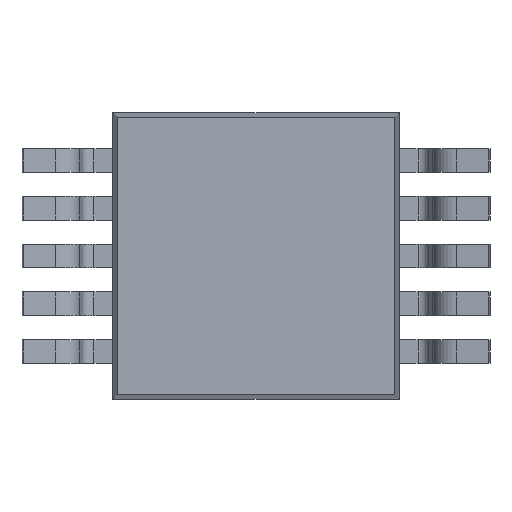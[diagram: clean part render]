
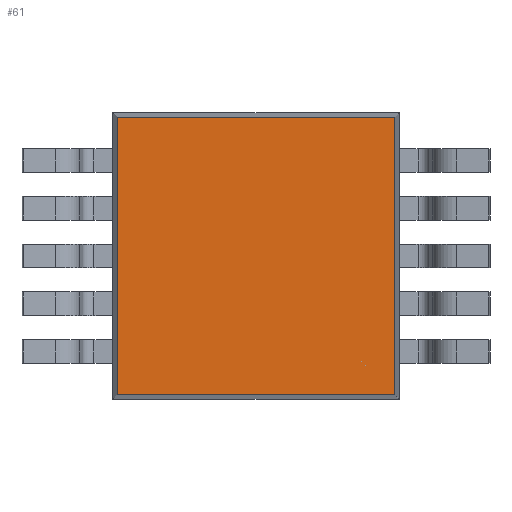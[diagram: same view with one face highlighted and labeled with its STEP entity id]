
A CAD part, front view. The second image highlights one B-rep face of the part: STEP entity #61.
In plain terms, the highlighted planar face has unit normal (0, -1, 0).
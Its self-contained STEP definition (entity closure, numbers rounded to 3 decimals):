
#22 = EDGE_CURVE ( 'NONE', #909, #4324, #796, .T. ) ;
#61 = ADVANCED_FACE ( 'NONE', ( #1265 ), #3610, .T. ) ;
#63 = CARTESIAN_POINT ( 'NONE',  ( -1.451, 0.15, 1.5 ) ) ;
#522 = ORIENTED_EDGE ( 'NONE', *, *, #3894, .T. ) ;
#525 = DIRECTION ( 'NONE',  ( -1., 0., 0. ) ) ;
#663 = VECTOR ( 'NONE', #3812, 1000. ) ;
#784 = LINE ( 'NONE', #63, #4727 ) ;
#796 = LINE ( 'NONE', #2283, #663 ) ;
#892 = VECTOR ( 'NONE', #525, 1000. ) ;
#909 = VERTEX_POINT ( 'NONE', #1121 ) ;
#935 = LINE ( 'NONE', #4763, #892 ) ;
#1121 = CARTESIAN_POINT ( 'NONE',  ( 1.451, 0.15, -1.451 ) ) ;
#1141 = AXIS2_PLACEMENT_3D ( 'NONE', #1731, #4276, #3639 ) ;
#1265 = FACE_OUTER_BOUND ( 'NONE', #4230, .T. ) ;
#1532 = CARTESIAN_POINT ( 'NONE',  ( 1.451, 0.15, 1.451 ) ) ;
#1731 = CARTESIAN_POINT ( 'NONE',  ( 0., 0.15, 0. ) ) ;
#1762 = DIRECTION ( 'NONE',  ( 1., 0., 0. ) ) ;
#1848 = ORIENTED_EDGE ( 'NONE', *, *, #22, .T. ) ;
#2047 = LINE ( 'NONE', #4010, #4342 ) ;
#2283 = CARTESIAN_POINT ( 'NONE',  ( 1.451, 0.15, -1.5 ) ) ;
#2442 = ORIENTED_EDGE ( 'NONE', *, *, #4379, .T. ) ;
#2763 = CARTESIAN_POINT ( 'NONE',  ( -1.451, 0.15, 1.451 ) ) ;
#3086 = DIRECTION ( 'NONE',  ( 0., 0., -1. ) ) ;
#3345 = ORIENTED_EDGE ( 'NONE', *, *, #4404, .T. ) ;
#3610 = PLANE ( 'NONE',  #1141 ) ;
#3639 = DIRECTION ( 'NONE',  ( 0., 0., -1. ) ) ;
#3812 = DIRECTION ( 'NONE',  ( 0., 0., 1. ) ) ;
#3840 = VERTEX_POINT ( 'NONE', #4081 ) ;
#3894 = EDGE_CURVE ( 'NONE', #4178, #3840, #784, .T. ) ;
#4010 = CARTESIAN_POINT ( 'NONE',  ( -1.5, 0.15, -1.451 ) ) ;
#4081 = CARTESIAN_POINT ( 'NONE',  ( -1.451, 0.15, -1.451 ) ) ;
#4178 = VERTEX_POINT ( 'NONE', #2763 ) ;
#4230 = EDGE_LOOP ( 'NONE', ( #2442, #1848, #3345, #522 ) ) ;
#4276 = DIRECTION ( 'NONE',  ( 0., -1., 0. ) ) ;
#4324 = VERTEX_POINT ( 'NONE', #1532 ) ;
#4342 = VECTOR ( 'NONE', #1762, 1000. ) ;
#4379 = EDGE_CURVE ( 'NONE', #3840, #909, #2047, .T. ) ;
#4404 = EDGE_CURVE ( 'NONE', #4324, #4178, #935, .T. ) ;
#4727 = VECTOR ( 'NONE', #3086, 1000. ) ;
#4763 = CARTESIAN_POINT ( 'NONE',  ( 1.5, 0.15, 1.451 ) ) ;
